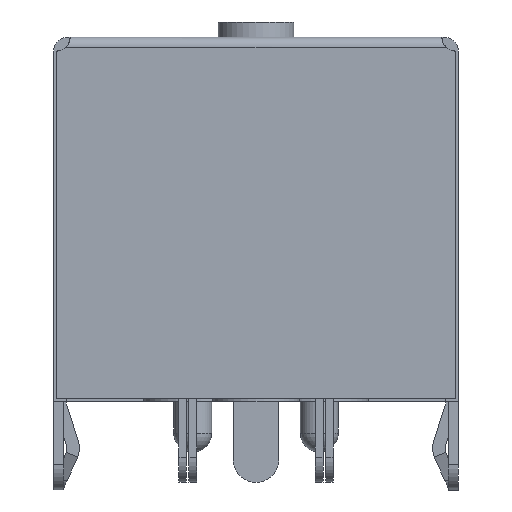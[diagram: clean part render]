
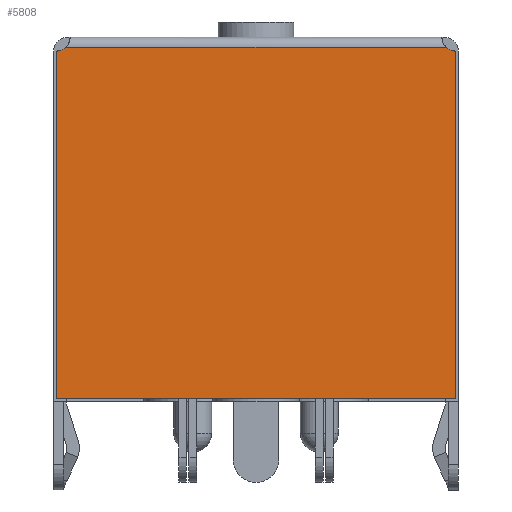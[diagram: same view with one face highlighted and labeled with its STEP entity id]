
A CAD part, front view. The second image highlights one B-rep face of the part: STEP entity #5808.
In plain terms, the highlighted planar face has unit normal (0, -1, 0).
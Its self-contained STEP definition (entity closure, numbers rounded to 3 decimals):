
#5624=CARTESIAN_POINT('',(-7.523,-6.5,14.));
#5625=VERTEX_POINT('',#5624);
#5626=CARTESIAN_POINT('',(-7.9,-6.5,13.85));
#5627=VERTEX_POINT('',#5626);
#5628=CARTESIAN_POINT('',(-7.9,-6.5,14.4));
#5629=DIRECTION('',(0.0,1.0,0.0));
#5630=DIRECTION('',(-1.0,0.0,0.0));
#5631=AXIS2_PLACEMENT_3D('',#5628,#5629,#5630);
#5632=CIRCLE('',#5631,0.55);
#5633=EDGE_CURVE('',#5625,#5627,#5632,.T.);
#5675=CARTESIAN_POINT('',(-7.9,-6.5,0.101));
#5676=VERTEX_POINT('',#5675);
#5683=CARTESIAN_POINT('',(-7.9,-6.5,13.85));
#5684=DIRECTION('',(0.0,0.0,-1.0));
#5685=VECTOR('',#5684,13.749);
#5686=LINE('',#5683,#5685);
#5687=EDGE_CURVE('',#5627,#5676,#5686,.T.);
#5706=CARTESIAN_POINT('',(7.9,-6.5,0.101));
#5707=VERTEX_POINT('',#5706);
#5714=CARTESIAN_POINT('',(-7.9,-6.5,0.101));
#5715=DIRECTION('',(1.0,0.0,0.0));
#5716=VECTOR('',#5715,15.8);
#5717=LINE('',#5714,#5716);
#5718=EDGE_CURVE('',#5676,#5707,#5717,.T.);
#5730=CARTESIAN_POINT('',(7.9,-6.5,13.85));
#5731=VERTEX_POINT('',#5730);
#5738=CARTESIAN_POINT('',(7.9,-6.5,0.101));
#5739=DIRECTION('',(0.0,0.0,1.0));
#5740=VECTOR('',#5739,13.749);
#5741=LINE('',#5738,#5740);
#5742=EDGE_CURVE('',#5707,#5731,#5741,.T.);
#5754=CARTESIAN_POINT('',(7.523,-6.5,14.));
#5755=VERTEX_POINT('',#5754);
#5779=CARTESIAN_POINT('',(7.9,-6.5,14.4));
#5780=DIRECTION('',(0.0,1.0,0.0));
#5781=DIRECTION('',(1.0,0.0,0.0));
#5782=AXIS2_PLACEMENT_3D('',#5779,#5780,#5781);
#5783=CIRCLE('',#5782,0.55);
#5784=EDGE_CURVE('',#5731,#5755,#5783,.T.);
#5790=CARTESIAN_POINT('',(8.69,-6.5,-0.594));
#5791=DIRECTION('',(0.0,1.0,0.0));
#5792=DIRECTION('',(-1.0,0.0,0.0));
#5793=AXIS2_PLACEMENT_3D('',#5790,#5791,#5792);
#5794=PLANE('',#5793);
#5795=ORIENTED_EDGE('',*,*,#5784,.T.);
#5796=CARTESIAN_POINT('',(7.523,-6.5,14.));
#5797=DIRECTION('',(-1.0,0.0,0.0));
#5798=VECTOR('',#5797,15.045);
#5799=LINE('',#5796,#5798);
#5800=EDGE_CURVE('',#5755,#5625,#5799,.T.);
#5801=ORIENTED_EDGE('',*,*,#5800,.T.);
#5802=ORIENTED_EDGE('',*,*,#5633,.T.);
#5803=ORIENTED_EDGE('',*,*,#5687,.T.);
#5804=ORIENTED_EDGE('',*,*,#5718,.T.);
#5805=ORIENTED_EDGE('',*,*,#5742,.T.);
#5806=EDGE_LOOP('',(#5795,#5801,#5802,#5803,#5804,#5805));
#5807=FACE_OUTER_BOUND('',#5806,.T.);
#5808=ADVANCED_FACE('',(#5807),#5794,.F.);
